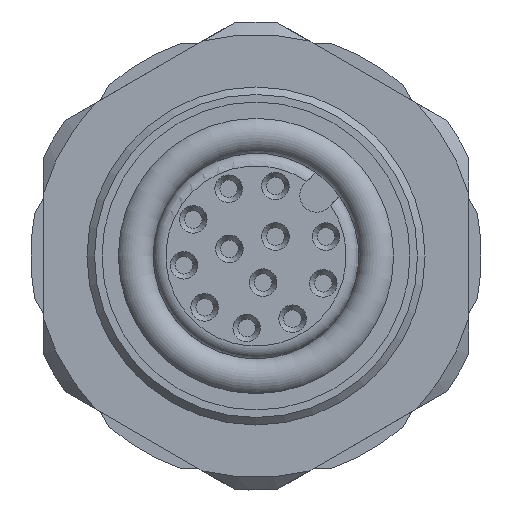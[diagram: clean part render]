
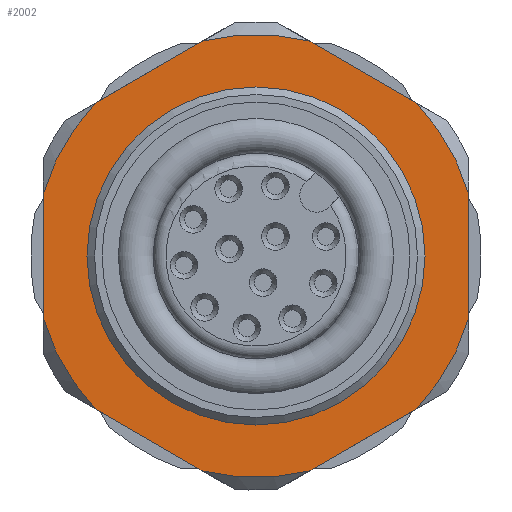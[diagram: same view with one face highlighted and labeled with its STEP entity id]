
A CAD part, front view. The second image highlights one B-rep face of the part: STEP entity #2002.
In plain terms, the highlighted planar face has unit normal (0, -1, 0).
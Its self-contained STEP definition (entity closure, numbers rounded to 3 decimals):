
#268=PLANE('',#2790);
#351=LINE('',#4025,#431);
#352=LINE('',#4030,#432);
#353=LINE('',#4034,#433);
#354=LINE('',#4038,#434);
#355=LINE('',#4042,#435);
#356=LINE('',#4046,#436);
#431=VECTOR('',#3174,1.);
#432=VECTOR('',#3177,1.);
#433=VECTOR('',#3180,1.);
#434=VECTOR('',#3183,1.);
#435=VECTOR('',#3186,1.);
#436=VECTOR('',#3189,1.);
#511=EDGE_LOOP('',(#885));
#512=EDGE_LOOP('',(#886,#887,#888,#889,#890,#891,#892,#893,#894,#895,#896,
#897));
#885=ORIENTED_EDGE('',*,*,#1487,.T.);
#886=ORIENTED_EDGE('',*,*,#1488,.F.);
#887=ORIENTED_EDGE('',*,*,#1489,.F.);
#888=ORIENTED_EDGE('',*,*,#1490,.F.);
#889=ORIENTED_EDGE('',*,*,#1491,.F.);
#890=ORIENTED_EDGE('',*,*,#1492,.F.);
#891=ORIENTED_EDGE('',*,*,#1493,.F.);
#892=ORIENTED_EDGE('',*,*,#1494,.F.);
#893=ORIENTED_EDGE('',*,*,#1495,.F.);
#894=ORIENTED_EDGE('',*,*,#1496,.F.);
#895=ORIENTED_EDGE('',*,*,#1497,.F.);
#896=ORIENTED_EDGE('',*,*,#1498,.F.);
#897=ORIENTED_EDGE('',*,*,#1499,.F.);
#1487=EDGE_CURVE('',#2527,#2527,#1788,.T.);
#1488=EDGE_CURVE('',#2528,#2529,#351,.T.);
#1489=EDGE_CURVE('',#2530,#2528,#1789,.T.);
#1490=EDGE_CURVE('',#2531,#2530,#352,.T.);
#1491=EDGE_CURVE('',#2532,#2531,#1790,.T.);
#1492=EDGE_CURVE('',#2533,#2532,#353,.T.);
#1493=EDGE_CURVE('',#2534,#2533,#1791,.T.);
#1494=EDGE_CURVE('',#2535,#2534,#354,.T.);
#1495=EDGE_CURVE('',#2536,#2535,#1792,.T.);
#1496=EDGE_CURVE('',#2537,#2536,#355,.T.);
#1497=EDGE_CURVE('',#2538,#2537,#1793,.T.);
#1498=EDGE_CURVE('',#2539,#2538,#356,.T.);
#1499=EDGE_CURVE('',#2529,#2539,#1794,.T.);
#1788=CIRCLE('',#2783,6.75);
#1789=CIRCLE('',#2784,8.85);
#1790=CIRCLE('',#2785,8.85);
#1791=CIRCLE('',#2786,8.85);
#1792=CIRCLE('',#2787,8.85);
#1793=CIRCLE('',#2788,8.85);
#1794=CIRCLE('',#2789,8.85);
#2002=ADVANCED_FACE('',(#2221,#2222),#268,.F.);
#2221=FACE_BOUND('',#511,.T.);
#2222=FACE_BOUND('',#512,.T.);
#2527=VERTEX_POINT('',#4024);
#2528=VERTEX_POINT('',#4026);
#2529=VERTEX_POINT('',#4027);
#2530=VERTEX_POINT('',#4029);
#2531=VERTEX_POINT('',#4031);
#2532=VERTEX_POINT('',#4033);
#2533=VERTEX_POINT('',#4035);
#2534=VERTEX_POINT('',#4037);
#2535=VERTEX_POINT('',#4039);
#2536=VERTEX_POINT('',#4041);
#2537=VERTEX_POINT('',#4043);
#2538=VERTEX_POINT('',#4045);
#2539=VERTEX_POINT('',#4047);
#2783=AXIS2_PLACEMENT_3D('',#4023,#3172,#3173);
#2784=AXIS2_PLACEMENT_3D('',#4028,#3175,#3176);
#2785=AXIS2_PLACEMENT_3D('',#4032,#3178,#3179);
#2786=AXIS2_PLACEMENT_3D('',#4036,#3181,#3182);
#2787=AXIS2_PLACEMENT_3D('',#4040,#3184,#3185);
#2788=AXIS2_PLACEMENT_3D('',#4044,#3187,#3188);
#2789=AXIS2_PLACEMENT_3D('',#4048,#3190,#3191);
#2790=AXIS2_PLACEMENT_3D('',#4049,#3192,#3193);
#3172=DIRECTION('',(0.,1.,0.));
#3173=DIRECTION('',(0.5,0.,-0.866));
#3174=DIRECTION('',(0.866,0.,-0.5));
#3175=DIRECTION('',(0.,1.,0.));
#3176=DIRECTION('',(0.5,0.,-0.866));
#3177=DIRECTION('',(0.866,0.,0.5));
#3178=DIRECTION('',(0.,1.,0.));
#3179=DIRECTION('',(0.5,0.,-0.866));
#3180=DIRECTION('',(0.,0.,1.));
#3181=DIRECTION('',(0.,1.,0.));
#3182=DIRECTION('',(0.5,0.,-0.866));
#3183=DIRECTION('',(-0.866,0.,0.5));
#3184=DIRECTION('',(0.,1.,0.));
#3185=DIRECTION('',(0.5,0.,-0.866));
#3186=DIRECTION('',(-0.866,0.,-0.5));
#3187=DIRECTION('',(0.,1.,0.));
#3188=DIRECTION('',(0.5,0.,-0.866));
#3189=DIRECTION('',(0.,0.,-1.));
#3190=DIRECTION('',(0.,1.,0.));
#3191=DIRECTION('',(0.5,0.,-0.866));
#3192=DIRECTION('',(0.,1.,0.));
#3193=DIRECTION('',(0.5,0.,-0.866));
#4023=CARTESIAN_POINT('',(0.,6.5,0.));
#4024=CARTESIAN_POINT('',(3.375,6.5,-5.846));
#4025=CARTESIAN_POINT('',(1.327,6.5,9.049));
#4026=CARTESIAN_POINT('',(2.116,6.5,8.593));
#4027=CARTESIAN_POINT('',(6.384,6.5,6.129));
#4028=CARTESIAN_POINT('',(0.,6.5,0.));
#4029=CARTESIAN_POINT('',(-2.116,6.5,8.593));
#4030=CARTESIAN_POINT('',(-10.096,6.5,3.986));
#4031=CARTESIAN_POINT('',(-6.384,6.5,6.129));
#4032=CARTESIAN_POINT('',(0.,6.5,0.));
#4033=CARTESIAN_POINT('',(-8.5,6.5,2.464));
#4034=CARTESIAN_POINT('',(-8.5,6.5,-3.375));
#4035=CARTESIAN_POINT('',(-8.5,6.5,-2.464));
#4036=CARTESIAN_POINT('',(0.,6.5,0.));
#4037=CARTESIAN_POINT('',(-6.384,6.5,-6.129));
#4038=CARTESIAN_POINT('',(-7.173,6.5,-5.674));
#4039=CARTESIAN_POINT('',(-2.116,6.5,-8.593));
#4040=CARTESIAN_POINT('',(0.,6.5,0.));
#4041=CARTESIAN_POINT('',(2.116,6.5,-8.593));
#4042=CARTESIAN_POINT('',(-1.596,6.5,-10.736));
#4043=CARTESIAN_POINT('',(6.384,6.5,-6.129));
#4044=CARTESIAN_POINT('',(0.,6.5,0.));
#4045=CARTESIAN_POINT('',(8.5,6.5,-2.464));
#4046=CARTESIAN_POINT('',(8.5,6.5,-3.375));
#4047=CARTESIAN_POINT('',(8.5,6.5,2.464));
#4048=CARTESIAN_POINT('',(0.,6.5,0.));
#4049=CARTESIAN_POINT('',(-5.846,6.5,-3.375));
